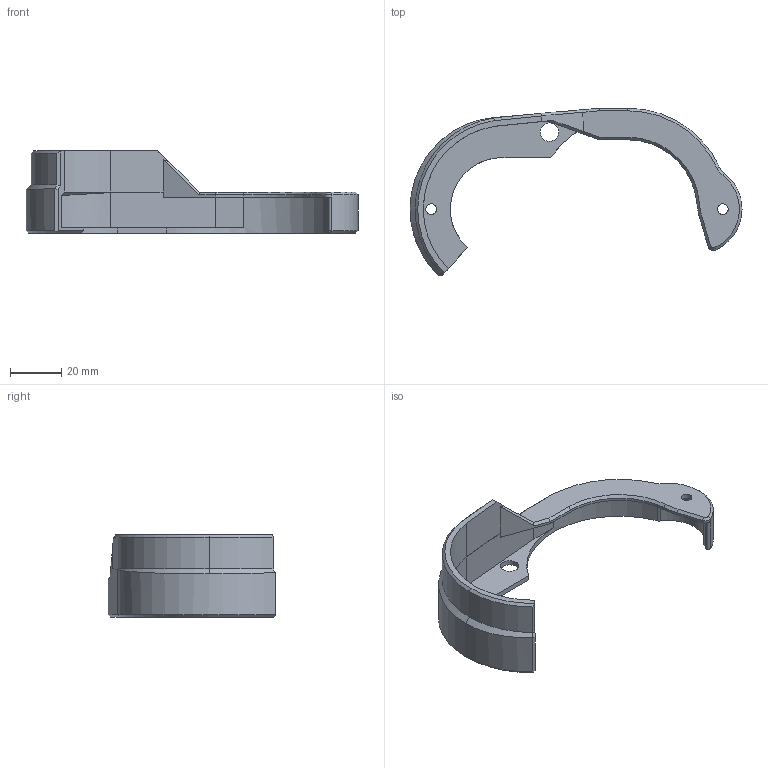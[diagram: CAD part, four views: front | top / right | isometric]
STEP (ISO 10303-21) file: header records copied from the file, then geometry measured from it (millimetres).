
FILE_DESCRIPTION(('HOOPS Exchange Step'),'2;1');
FILE_NAME('temp_export','2021-11-10T00:12:44-05:00',('poastoast'),('Shapr3D Limited'),'HOOPS Exchange 2021.1','Shapr3D','Authorized');
FILE_SCHEMA( ('AP203_CONFIGURATION_CONTROLLED_3D_DESIGN_OF_MECHANICAL_PARTS_AND_ASSEMBLIES_MIM_LF') );
Length unit declared in the file: millimetre
Products named in the file (1): BF2B6908-E0BB-4E1B-B58F-FCF3A15AF161.tmp
Bounding box: 129.29 x 65.23 x 32 mm (x, y, z)
Volume: 20289.9 mm3; surface area: 15243.4 mm2
Topology: 1 solids, 1 shells, 77 faces, 202 edges, 126 vertices
Faces by surface type: plane 32, cylinder 25, cone 19, bspline 1
Full cylindrical faces by diameter (mm): 4.2 x2, 7.2 x1
Entity records: 2614 total; most frequent: CARTESIAN_POINT 667, DIRECTION 408, ORIENTED_EDGE 402, EDGE_CURVE 201, AXIS2_PLACEMENT_3D 147, VERTEX_POINT 126, VECTOR 114, LINE 114
